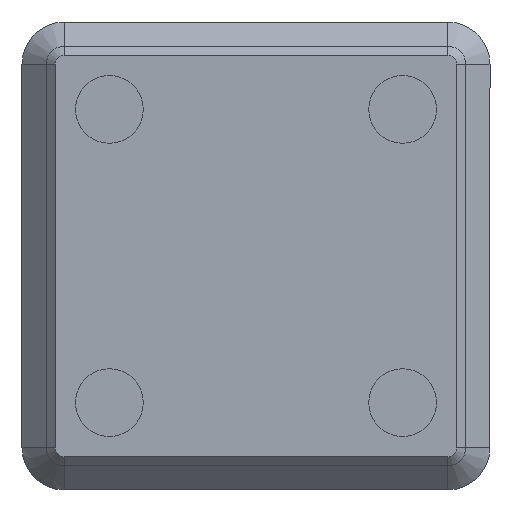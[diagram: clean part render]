
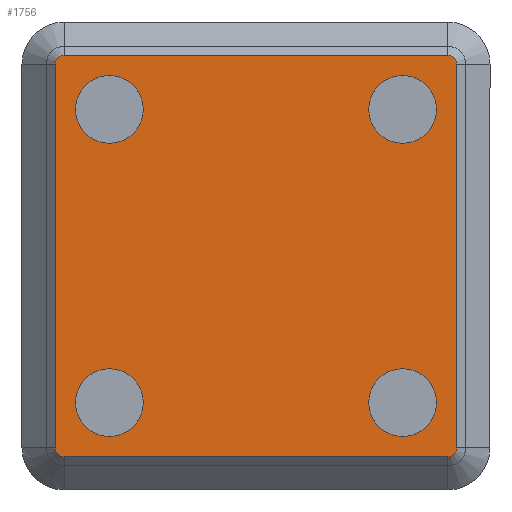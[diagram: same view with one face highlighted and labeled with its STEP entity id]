
A CAD part, front view. The second image highlights one B-rep face of the part: STEP entity #1756.
In plain terms, the highlighted planar face has unit normal (0, -1, 0).
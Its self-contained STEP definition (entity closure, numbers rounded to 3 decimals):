
#4 = AXIS2_PLACEMENT_3D ( 'NONE', #475, #2800, #736 ) ;
#19 = EDGE_CURVE ( 'NONE', #2614, #1485, #2296, .T. ) ;
#56 = VERTEX_POINT ( 'NONE', #1951 ) ;
#74 = VERTEX_POINT ( 'NONE', #2752 ) ;
#94 = ORIENTED_EDGE ( 'NONE', *, *, #1960, .F. ) ;
#131 = CARTESIAN_POINT ( 'NONE',  ( 13., -5., 10. ) ) ;
#148 = DIRECTION ( 'NONE',  ( 0., 0., 1. ) ) ;
#150 = CARTESIAN_POINT ( 'NONE',  ( 13., -5., 16. ) ) ;
#192 = ORIENTED_EDGE ( 'NONE', *, *, #576, .F. ) ;
#201 = DIRECTION ( 'NONE',  ( 0., -1., 0. ) ) ;
#208 = VERTEX_POINT ( 'NONE', #1912 ) ;
#218 = DIRECTION ( 'NONE',  ( 0., -1., 0. ) ) ;
#248 = AXIS2_PLACEMENT_3D ( 'NONE', #2751, #218, #2258 ) ;
#249 = CARTESIAN_POINT ( 'NONE',  ( -13., -5., -13. ) ) ;
#303 = VERTEX_POINT ( 'NONE', #814 ) ;
#313 = DIRECTION ( 'NONE',  ( -1., 0., 0. ) ) ;
#324 = CARTESIAN_POINT ( 'NONE',  ( 17.8, -5., 17. ) ) ;
#335 = CIRCLE ( 'NONE', #972, 3. ) ;
#391 = ORIENTED_EDGE ( 'NONE', *, *, #2067, .F. ) ;
#395 = CIRCLE ( 'NONE', #248, 3. ) ;
#405 = EDGE_CURVE ( 'NONE', #739, #303, #1915, .T. ) ;
#475 = CARTESIAN_POINT ( 'NONE',  ( 13., -5., 13. ) ) ;
#487 = EDGE_CURVE ( 'NONE', #801, #2483, #1958, .T. ) ;
#496 = EDGE_LOOP ( 'NONE', ( #966, #192 ) ) ;
#501 = AXIS2_PLACEMENT_3D ( 'NONE', #2289, #201, #1396 ) ;
#523 = ORIENTED_EDGE ( 'NONE', *, *, #405, .T. ) ;
#526 = FACE_BOUND ( 'NONE', #1738, .T. ) ;
#576 = EDGE_CURVE ( 'NONE', #1422, #921, #395, .T. ) ;
#585 = CARTESIAN_POINT ( 'NONE',  ( -13., -5., 10. ) ) ;
#610 = LINE ( 'NONE', #2444, #1991 ) ;
#613 = DIRECTION ( 'NONE',  ( 0., -1., 0. ) ) ;
#623 = CARTESIAN_POINT ( 'NONE',  ( 13., -5., -16. ) ) ;
#652 = EDGE_CURVE ( 'NONE', #74, #739, #1835, .T. ) ;
#720 = CARTESIAN_POINT ( 'NONE',  ( -13., -5., -10. ) ) ;
#736 = DIRECTION ( 'NONE',  ( 0., 0., -1. ) ) ;
#739 = VERTEX_POINT ( 'NONE', #2567 ) ;
#750 = FACE_BOUND ( 'NONE', #1313, .T. ) ;
#792 = VERTEX_POINT ( 'NONE', #720 ) ;
#800 = CIRCLE ( 'NONE', #1533, 3. ) ;
#801 = VERTEX_POINT ( 'NONE', #324 ) ;
#804 = EDGE_CURVE ( 'NONE', #808, #792, #335, .T. ) ;
#808 = VERTEX_POINT ( 'NONE', #1909 ) ;
#814 = CARTESIAN_POINT ( 'NONE',  ( 17.8, -5., -17. ) ) ;
#850 = DIRECTION ( 'NONE',  ( 0., 0., 1. ) ) ;
#889 = CIRCLE ( 'NONE', #1321, 3. ) ;
#909 = VERTEX_POINT ( 'NONE', #2467 ) ;
#921 = VERTEX_POINT ( 'NONE', #131 ) ;
#934 = EDGE_CURVE ( 'NONE', #56, #208, #610, .T. ) ;
#966 = ORIENTED_EDGE ( 'NONE', *, *, #1658, .F. ) ;
#972 = AXIS2_PLACEMENT_3D ( 'NONE', #1699, #2406, #1939 ) ;
#994 = PLANE ( 'NONE',  #2525 ) ;
#998 = ORIENTED_EDGE ( 'NONE', *, *, #19, .F. ) ;
#1008 = CARTESIAN_POINT ( 'NONE',  ( 13., -5., -13. ) ) ;
#1037 = AXIS2_PLACEMENT_3D ( 'NONE', #2546, #2078, #2735 ) ;
#1111 = CARTESIAN_POINT ( 'NONE',  ( 17., -5., -17. ) ) ;
#1122 = ORIENTED_EDGE ( 'NONE', *, *, #804, .F. ) ;
#1143 = EDGE_CURVE ( 'NONE', #2028, #56, #2479, .T. ) ;
#1158 = CARTESIAN_POINT ( 'NONE',  ( 17., -5., -17.8 ) ) ;
#1167 = CIRCLE ( 'NONE', #1713, 3. ) ;
#1180 = EDGE_CURVE ( 'NONE', #1485, #2614, #889, .T. ) ;
#1187 = EDGE_LOOP ( 'NONE', ( #1122, #2938 ) ) ;
#1188 = VECTOR ( 'NONE', #313, 1000. ) ;
#1197 = CARTESIAN_POINT ( 'NONE',  ( 17., -5., 17.8 ) ) ;
#1223 = CARTESIAN_POINT ( 'NONE',  ( 17., -5., 17.8 ) ) ;
#1294 = DIRECTION ( 'NONE',  ( 0., -1., 0. ) ) ;
#1313 = EDGE_LOOP ( 'NONE', ( #998, #2820 ) ) ;
#1318 = DIRECTION ( 'NONE',  ( 0., 0., -1. ) ) ;
#1321 = AXIS2_PLACEMENT_3D ( 'NONE', #1873, #1397, #2780 ) ;
#1343 = EDGE_CURVE ( 'NONE', #792, #808, #1167, .T. ) ;
#1385 = CIRCLE ( 'NONE', #2351, 3. ) ;
#1396 = DIRECTION ( 'NONE',  ( 0., 0., 1. ) ) ;
#1397 = DIRECTION ( 'NONE',  ( 0., -1., 0. ) ) ;
#1408 = ORIENTED_EDGE ( 'NONE', *, *, #652, .T. ) ;
#1414 = EDGE_LOOP ( 'NONE', ( #523, #2946, #2962, #2259, #2502, #1706, #2414, #1408 ) ) ;
#1416 = AXIS2_PLACEMENT_3D ( 'NONE', #2012, #613, #2026 ) ;
#1422 = VERTEX_POINT ( 'NONE', #150 ) ;
#1464 = EDGE_CURVE ( 'NONE', #208, #74, #2237, .T. ) ;
#1485 = VERTEX_POINT ( 'NONE', #2490 ) ;
#1512 = CARTESIAN_POINT ( 'NONE',  ( -17., -5., 17.8 ) ) ;
#1513 = DIRECTION ( 'NONE',  ( 0., 0., -1. ) ) ;
#1533 = AXIS2_PLACEMENT_3D ( 'NONE', #1809, #2738, #2500 ) ;
#1568 = CARTESIAN_POINT ( 'NONE',  ( -13., -5., 13. ) ) ;
#1593 = DIRECTION ( 'NONE',  ( 1., 0., 0. ) ) ;
#1656 = DIRECTION ( 'NONE',  ( 0., -1., 0. ) ) ;
#1658 = EDGE_CURVE ( 'NONE', #921, #1422, #2335, .T. ) ;
#1699 = CARTESIAN_POINT ( 'NONE',  ( -13., -5., -13. ) ) ;
#1706 = ORIENTED_EDGE ( 'NONE', *, *, #934, .T. ) ;
#1713 = AXIS2_PLACEMENT_3D ( 'NONE', #249, #1656, #1900 ) ;
#1730 = FACE_BOUND ( 'NONE', #1187, .T. ) ;
#1738 = EDGE_LOOP ( 'NONE', ( #391, #94 ) ) ;
#1756 = ADVANCED_FACE ( 'NONE', ( #1730, #750, #1952, #526, #2638 ), #994, .F. ) ;
#1795 = VERTEX_POINT ( 'NONE', #585 ) ;
#1809 = CARTESIAN_POINT ( 'NONE',  ( -13., -5., 13. ) ) ;
#1835 = LINE ( 'NONE', #1158, #2094 ) ;
#1873 = CARTESIAN_POINT ( 'NONE',  ( 13., -5., -13. ) ) ;
#1900 = DIRECTION ( 'NONE',  ( 0., 0., -1. ) ) ;
#1909 = CARTESIAN_POINT ( 'NONE',  ( -13., -5., -16. ) ) ;
#1912 = CARTESIAN_POINT ( 'NONE',  ( -17.8, -5., -17. ) ) ;
#1915 = CIRCLE ( 'NONE', #2781, 0.8 ) ;
#1936 = DIRECTION ( 'NONE',  ( 0., -1., 0. ) ) ;
#1939 = DIRECTION ( 'NONE',  ( 0., 0., -1. ) ) ;
#1951 = CARTESIAN_POINT ( 'NONE',  ( -17.8, -5., 17. ) ) ;
#1952 = FACE_BOUND ( 'NONE', #496, .T. ) ;
#1958 = CIRCLE ( 'NONE', #501, 0.8 ) ;
#1960 = EDGE_CURVE ( 'NONE', #909, #1795, #800, .T. ) ;
#1965 = AXIS2_PLACEMENT_3D ( 'NONE', #1008, #1936, #1513 ) ;
#1991 = VECTOR ( 'NONE', #2664, 1000. ) ;
#1994 = LINE ( 'NONE', #2695, #2257 ) ;
#2012 = CARTESIAN_POINT ( 'NONE',  ( -17., -5., -17. ) ) ;
#2026 = DIRECTION ( 'NONE',  ( 0., 0., 1. ) ) ;
#2028 = VERTEX_POINT ( 'NONE', #1512 ) ;
#2067 = EDGE_CURVE ( 'NONE', #1795, #909, #1385, .T. ) ;
#2078 = DIRECTION ( 'NONE',  ( 0., -1., 0. ) ) ;
#2094 = VECTOR ( 'NONE', #1593, 1000. ) ;
#2237 = CIRCLE ( 'NONE', #1416, 0.8 ) ;
#2257 = VECTOR ( 'NONE', #850, 1000. ) ;
#2258 = DIRECTION ( 'NONE',  ( 0., 0., -1. ) ) ;
#2259 = ORIENTED_EDGE ( 'NONE', *, *, #2975, .T. ) ;
#2289 = CARTESIAN_POINT ( 'NONE',  ( 17., -5., 17. ) ) ;
#2296 = CIRCLE ( 'NONE', #1965, 3. ) ;
#2335 = CIRCLE ( 'NONE', #4, 3. ) ;
#2351 = AXIS2_PLACEMENT_3D ( 'NONE', #1568, #1294, #1318 ) ;
#2373 = DIRECTION ( 'NONE',  ( 0., 0., 1. ) ) ;
#2406 = DIRECTION ( 'NONE',  ( 0., -1., 0. ) ) ;
#2414 = ORIENTED_EDGE ( 'NONE', *, *, #1464, .T. ) ;
#2417 = CARTESIAN_POINT ( 'NONE',  ( 17., -5., -17. ) ) ;
#2444 = CARTESIAN_POINT ( 'NONE',  ( -17.8, -5., -17. ) ) ;
#2467 = CARTESIAN_POINT ( 'NONE',  ( -13., -5., 16. ) ) ;
#2479 = CIRCLE ( 'NONE', #1037, 0.8 ) ;
#2483 = VERTEX_POINT ( 'NONE', #1223 ) ;
#2490 = CARTESIAN_POINT ( 'NONE',  ( 13., -5., -10. ) ) ;
#2500 = DIRECTION ( 'NONE',  ( 0., 0., -1. ) ) ;
#2502 = ORIENTED_EDGE ( 'NONE', *, *, #1143, .T. ) ;
#2525 = AXIS2_PLACEMENT_3D ( 'NONE', #2417, #2654, #2373 ) ;
#2544 = EDGE_CURVE ( 'NONE', #303, #801, #1994, .T. ) ;
#2546 = CARTESIAN_POINT ( 'NONE',  ( -17., -5., 17. ) ) ;
#2567 = CARTESIAN_POINT ( 'NONE',  ( 17., -5., -17.8 ) ) ;
#2592 = LINE ( 'NONE', #1197, #1188 ) ;
#2614 = VERTEX_POINT ( 'NONE', #623 ) ;
#2638 = FACE_OUTER_BOUND ( 'NONE', #1414, .T. ) ;
#2654 = DIRECTION ( 'NONE',  ( 0., 1., 0. ) ) ;
#2664 = DIRECTION ( 'NONE',  ( 0., 0., -1. ) ) ;
#2695 = CARTESIAN_POINT ( 'NONE',  ( 17.8, -5., -17. ) ) ;
#2735 = DIRECTION ( 'NONE',  ( 0., 0., 1. ) ) ;
#2738 = DIRECTION ( 'NONE',  ( 0., -1., 0. ) ) ;
#2751 = CARTESIAN_POINT ( 'NONE',  ( 13., -5., 13. ) ) ;
#2752 = CARTESIAN_POINT ( 'NONE',  ( -17., -5., -17.8 ) ) ;
#2780 = DIRECTION ( 'NONE',  ( 0., 0., -1. ) ) ;
#2781 = AXIS2_PLACEMENT_3D ( 'NONE', #1111, #2966, #148 ) ;
#2800 = DIRECTION ( 'NONE',  ( 0., -1., 0. ) ) ;
#2820 = ORIENTED_EDGE ( 'NONE', *, *, #1180, .F. ) ;
#2938 = ORIENTED_EDGE ( 'NONE', *, *, #1343, .F. ) ;
#2946 = ORIENTED_EDGE ( 'NONE', *, *, #2544, .T. ) ;
#2962 = ORIENTED_EDGE ( 'NONE', *, *, #487, .T. ) ;
#2966 = DIRECTION ( 'NONE',  ( 0., -1., 0. ) ) ;
#2975 = EDGE_CURVE ( 'NONE', #2483, #2028, #2592, .T. ) ;
